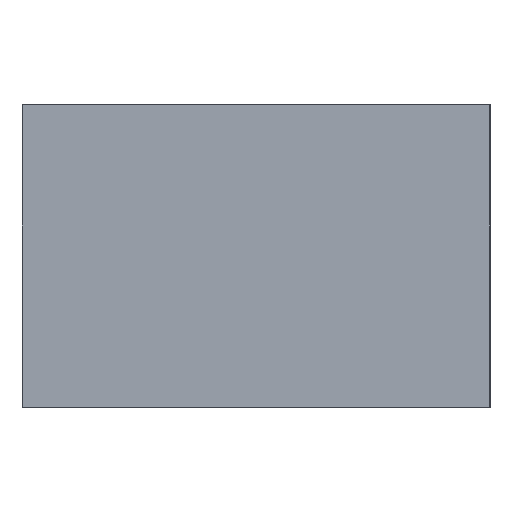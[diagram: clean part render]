
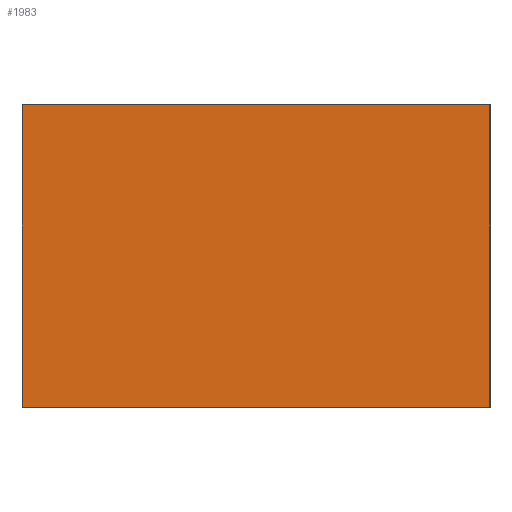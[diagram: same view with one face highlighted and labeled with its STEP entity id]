
A CAD part, left-side view. The second image highlights one B-rep face of the part: STEP entity #1983.
In plain terms, the highlighted planar face has unit normal (-1, 0, 0).
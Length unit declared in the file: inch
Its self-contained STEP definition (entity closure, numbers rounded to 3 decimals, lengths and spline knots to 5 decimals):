
#97=FACE_OUTER_BOUND('',#209,.T.);
#209=EDGE_LOOP('',(#1283,#1284,#1285,#1286));
#337=LINE('',#2854,#575);
#345=LINE('',#2869,#583);
#346=LINE('',#2872,#584);
#347=LINE('',#2873,#585);
#575=VECTOR('',#2375,0.3937);
#583=VECTOR('',#2385,0.3937);
#584=VECTOR('',#2388,0.3937);
#585=VECTOR('',#2389,0.3937);
#805=VERTEX_POINT('',#2851);
#806=VERTEX_POINT('',#2853);
#812=VERTEX_POINT('',#2867);
#813=VERTEX_POINT('',#2871);
#987=EDGE_CURVE('',#805,#806,#337,.T.);
#995=EDGE_CURVE('',#805,#812,#345,.T.);
#996=EDGE_CURVE('',#813,#812,#346,.T.);
#997=EDGE_CURVE('',#806,#813,#347,.T.);
#1283=ORIENTED_EDGE('',*,*,#995,.T.);
#1284=ORIENTED_EDGE('',*,*,#996,.F.);
#1285=ORIENTED_EDGE('',*,*,#997,.F.);
#1286=ORIENTED_EDGE('',*,*,#987,.F.);
#1759=PLANE('',#2220);
#1983=ADVANCED_FACE('',(#97),#1759,.T.);
#2220=AXIS2_PLACEMENT_3D('',#2870,#2386,#2387);
#2375=DIRECTION('',(0.,0.,-1.));
#2385=DIRECTION('',(0.,1.,0.));
#2386=DIRECTION('center_axis',(-1.,0.,0.));
#2387=DIRECTION('ref_axis',(0.,0.,1.));
#2388=DIRECTION('',(0.,0.,1.));
#2389=DIRECTION('',(0.,1.,0.));
#2851=CARTESIAN_POINT('',(-0.0315,-0.01673,0.02165));
#2853=CARTESIAN_POINT('',(-0.0315,-0.01673,0.));
#2854=CARTESIAN_POINT('',(-0.0315,-0.01673,0.));
#2867=CARTESIAN_POINT('',(-0.0315,0.01673,0.02165));
#2869=CARTESIAN_POINT('',(-0.0315,0.,0.02165));
#2870=CARTESIAN_POINT('Origin',(-0.0315,0.,0.));
#2871=CARTESIAN_POINT('',(-0.0315,0.01673,0.));
#2872=CARTESIAN_POINT('',(-0.0315,0.01673,0.));
#2873=CARTESIAN_POINT('',(-0.0315,0.,0.));
